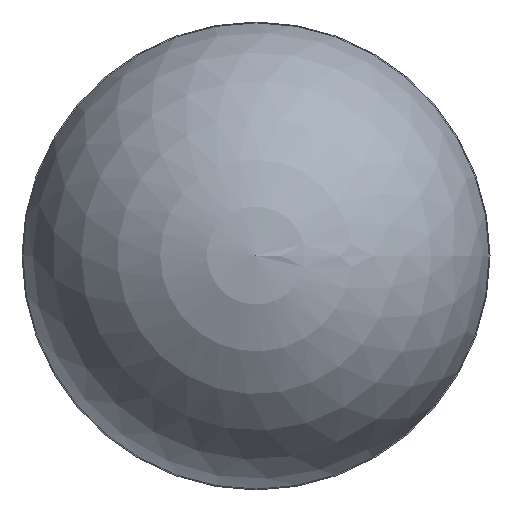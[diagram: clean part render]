
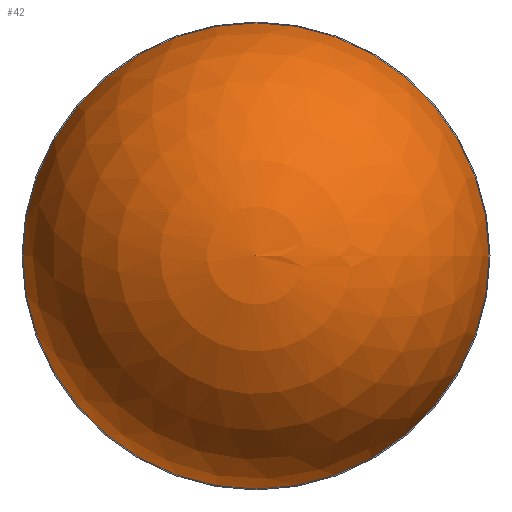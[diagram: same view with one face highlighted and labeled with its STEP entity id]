
A CAD part, top view. The second image highlights one B-rep face of the part: STEP entity #42.
In plain terms, the highlighted spherical face has radius 23.5 mm.
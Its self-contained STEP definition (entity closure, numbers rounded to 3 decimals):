
#42 = ADVANCED_FACE( '', ( #85 ), #86, .T. );
#85 = FACE_OUTER_BOUND( '', #123, .T. );
#86 = SPHERICAL_SURFACE( '', #124, 23.5 );
#123 = EDGE_LOOP( '', ( #165 ) );
#124 = AXIS2_PLACEMENT_3D( '', #166, #167, #168 );
#165 = ORIENTED_EDGE( '', *, *, #193, .F. );
#166 = CARTESIAN_POINT( '', ( 0., 0., 21.5 ) );
#167 = DIRECTION( '', ( 0., 0., 1. ) );
#168 = DIRECTION( '', ( 1., 0., 0. ) );
#193 = EDGE_CURVE( '', #214, #214, #215, .F. );
#214 = VERTEX_POINT( '', #236 );
#215 = CIRCLE( '', #237, 23.397 );
#236 = CARTESIAN_POINT( '', ( 23.397, 0., 23.699 ) );
#237 = AXIS2_PLACEMENT_3D( '', #259, #260, #261 );
#259 = CARTESIAN_POINT( '', ( 0., 0., 23.699 ) );
#260 = DIRECTION( '', ( 0., 0., 1. ) );
#261 = DIRECTION( '', ( 1., 0., 0. ) );
